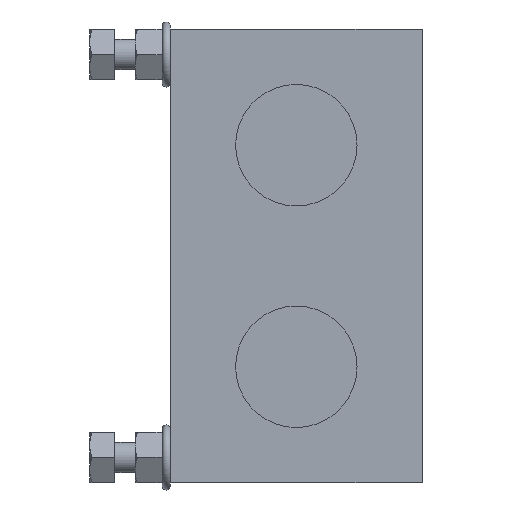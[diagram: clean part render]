
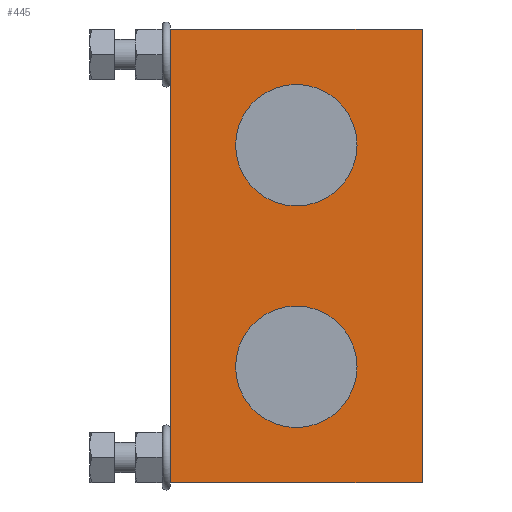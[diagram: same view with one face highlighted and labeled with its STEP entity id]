
A CAD part, left-side view. The second image highlights one B-rep face of the part: STEP entity #445.
In plain terms, the highlighted planar face has unit normal (-1, 0, 0).
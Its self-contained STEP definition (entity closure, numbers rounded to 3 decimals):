
#445 = ADVANCED_FACE( '', ( #929, #930, #931 ), #932, .T. );
#929 = FACE_BOUND( '', #1447, .T. );
#930 = FACE_BOUND( '', #1448, .T. );
#931 = FACE_OUTER_BOUND( '', #1449, .T. );
#932 = PLANE( '', #1450 );
#1447 = EDGE_LOOP( '', ( #2309 ) );
#1448 = EDGE_LOOP( '', ( #2310 ) );
#1449 = EDGE_LOOP( '', ( #2311, #2312, #2313, #2314 ) );
#1450 = AXIS2_PLACEMENT_3D( '', #2315, #2316, #2317 );
#2309 = ORIENTED_EDGE( '', *, *, #2640, .F. );
#2310 = ORIENTED_EDGE( '', *, *, #2726, .F. );
#2311 = ORIENTED_EDGE( '', *, *, #2947, .F. );
#2312 = ORIENTED_EDGE( '', *, *, #2931, .F. );
#2313 = ORIENTED_EDGE( '', *, *, #2937, .T. );
#2314 = ORIENTED_EDGE( '', *, *, #2948, .T. );
#2315 = CARTESIAN_POINT( '', ( -40., -50., -45. ) );
#2316 = DIRECTION( '', ( -1., 0., 0. ) );
#2317 = DIRECTION( '', ( 0., 0., 1. ) );
#2640 = EDGE_CURVE( '', #3019, #3019, #3020, .T. );
#2726 = EDGE_CURVE( '', #3165, #3165, #3166, .T. );
#2931 = EDGE_CURVE( '', #3467, #3465, #3469, .T. );
#2937 = EDGE_CURVE( '', #3467, #3477, #3478, .T. );
#2947 = EDGE_CURVE( '', #3465, #3490, #3491, .T. );
#2948 = EDGE_CURVE( '', #3477, #3490, #3492, .T. );
#3019 = VERTEX_POINT( '', #3569 );
#3020 = CIRCLE( '', #3570, 12.06 );
#3165 = VERTEX_POINT( '', #3876 );
#3166 = CIRCLE( '', #3877, 12.06 );
#3465 = VERTEX_POINT( '', #4402 );
#3467 = VERTEX_POINT( '', #4405 );
#3469 = LINE( '', #4408, #4409 );
#3477 = VERTEX_POINT( '', #4418 );
#3478 = LINE( '', #4419, #4420 );
#3490 = VERTEX_POINT( '', #4433 );
#3491 = LINE( '', #4434, #4435 );
#3492 = LINE( '', #4436, #4437 );
#3569 = CARTESIAN_POINT( '', ( -40., -25., 34.06 ) );
#3570 = AXIS2_PLACEMENT_3D( '', #4571, #4572, #4573 );
#3876 = CARTESIAN_POINT( '', ( -40., -25., -9.94 ) );
#3877 = AXIS2_PLACEMENT_3D( '', #4672, #4673, #4674 );
#4402 = CARTESIAN_POINT( '', ( -40., 0., -45. ) );
#4405 = CARTESIAN_POINT( '', ( -40., -50., -45. ) );
#4408 = CARTESIAN_POINT( '', ( -40., -50., -45. ) );
#4409 = VECTOR( '', #4890, 1000. );
#4418 = CARTESIAN_POINT( '', ( -40., -50., 45. ) );
#4419 = CARTESIAN_POINT( '', ( -40., -50., -45. ) );
#4420 = VECTOR( '', #4898, 1000. );
#4433 = CARTESIAN_POINT( '', ( -40., 0., 45. ) );
#4434 = CARTESIAN_POINT( '', ( -40., 0., -45. ) );
#4435 = VECTOR( '', #4906, 1000. );
#4436 = CARTESIAN_POINT( '', ( -40., -50., 45. ) );
#4437 = VECTOR( '', #4907, 1000. );
#4571 = CARTESIAN_POINT( '', ( -40., -25., 22. ) );
#4572 = DIRECTION( '', ( -1., 0., 0. ) );
#4573 = DIRECTION( '', ( 0., 0., 1. ) );
#4672 = CARTESIAN_POINT( '', ( -40., -25., -22. ) );
#4673 = DIRECTION( '', ( -1., 0., 0. ) );
#4674 = DIRECTION( '', ( 0., 0., 1. ) );
#4890 = DIRECTION( '', ( 0., 1., 0. ) );
#4898 = DIRECTION( '', ( 0., 0., 1. ) );
#4906 = DIRECTION( '', ( 0., 0., 1. ) );
#4907 = DIRECTION( '', ( 0., 1., 0. ) );
